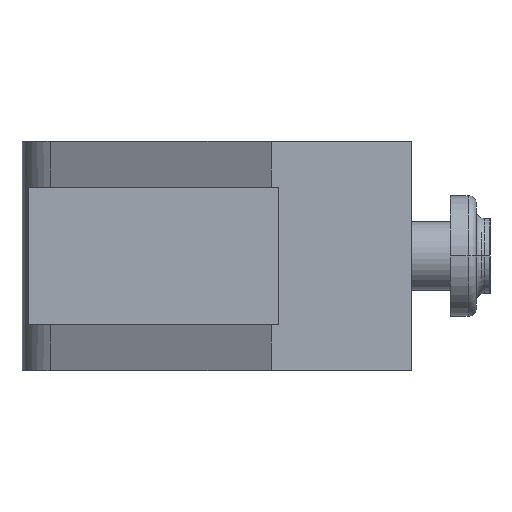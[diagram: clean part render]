
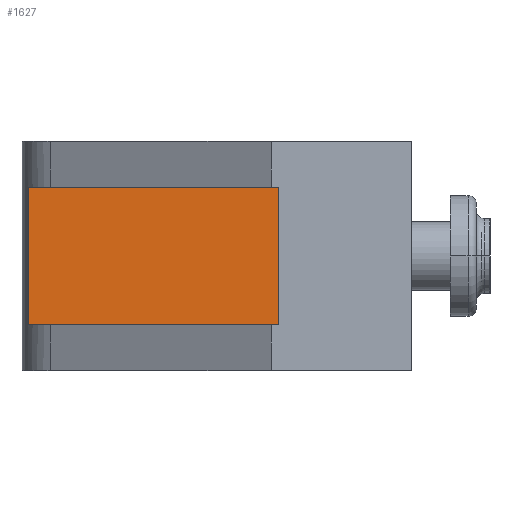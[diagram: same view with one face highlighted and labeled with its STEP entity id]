
A CAD part, left-side view. The second image highlights one B-rep face of the part: STEP entity #1627.
In plain terms, the highlighted planar face has unit normal (-1, 0, 0).
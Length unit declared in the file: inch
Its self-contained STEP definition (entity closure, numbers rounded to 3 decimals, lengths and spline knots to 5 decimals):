
#90 = VERTEX_POINT ( 'NONE', #155 ) ;
#155 = CARTESIAN_POINT ( 'NONE',  ( 0.525, 0.485, 0.25 ) ) ;
#359 = VERTEX_POINT ( 'NONE', #361 ) ;
#361 = CARTESIAN_POINT ( 'NONE',  ( 0.525, 1.39696, -0.25 ) ) ;
#497 = ORIENTED_EDGE ( 'NONE', *, *, #2189, .F. ) ;
#588 = CARTESIAN_POINT ( 'NONE',  ( 0.525, 1.39696, 0.25 ) ) ;
#680 = VERTEX_POINT ( 'NONE', #588 ) ;
#743 = LINE ( 'NONE', #744, #745 ) ;
#744 = CARTESIAN_POINT ( 'NONE',  ( 0.525, 0.485, -0.25 ) ) ;
#745 = VECTOR ( 'NONE', #746, 39.37008 ) ;
#746 = DIRECTION ( 'NONE',  ( 0., 0., -1. ) ) ;
#1627 = ADVANCED_FACE ( 'NONE', ( #2713 ), #2714, .F. ) ;
#1657 = ORIENTED_EDGE ( 'NONE', *, *, #1848, .F. ) ;
#1685 = EDGE_CURVE ( 'NONE', #90, #680, #3069, .T. ) ;
#1848 = EDGE_CURVE ( 'NONE', #359, #680, #2703, .T. ) ;
#2021 = ORIENTED_EDGE ( 'NONE', *, *, #1685, .T. ) ;
#2026 = EDGE_CURVE ( 'NONE', #90, #2188, #743, .T. ) ;
#2173 = EDGE_LOOP ( 'NONE', ( #497, #2183, #2021, #1657 ) ) ;
#2183 = ORIENTED_EDGE ( 'NONE', *, *, #2026, .F. ) ;
#2188 = VERTEX_POINT ( 'NONE', #2281 ) ;
#2189 = EDGE_CURVE ( 'NONE', #2188, #359, #2288, .T. ) ;
#2281 = CARTESIAN_POINT ( 'NONE',  ( 0.525, 0.485, -0.25 ) ) ;
#2288 = LINE ( 'NONE', #2289, #2290 ) ;
#2289 = CARTESIAN_POINT ( 'NONE',  ( 0.525, 0.485, -0.25 ) ) ;
#2290 = VECTOR ( 'NONE', #2291, 39.37008 ) ;
#2291 = DIRECTION ( 'NONE',  ( 0., 1., 0. ) ) ;
#2703 = LINE ( 'NONE', #2704, #2705 ) ;
#2704 = CARTESIAN_POINT ( 'NONE',  ( 0.525, 1.39696, 0.4175 ) ) ;
#2705 = VECTOR ( 'NONE', #2706, 39.37008 ) ;
#2706 = DIRECTION ( 'NONE',  ( 0., 0., 1. ) ) ;
#2713 = FACE_OUTER_BOUND ( 'NONE', #2173, .T. ) ;
#2714 = PLANE ( 'NONE',  #2715 ) ;
#2715 = AXIS2_PLACEMENT_3D ( 'NONE', #2716, #2718, #2719 ) ;
#2716 = CARTESIAN_POINT ( 'NONE',  ( 0.525, 0.485, -0.25 ) ) ;
#2718 = DIRECTION ( 'NONE',  ( 1., 0., 0. ) ) ;
#2719 = DIRECTION ( 'NONE',  ( 0., 0., -1. ) ) ;
#3069 = LINE ( 'NONE', #3070, #3071 ) ;
#3070 = CARTESIAN_POINT ( 'NONE',  ( 0.525, 0.485, 0.25 ) ) ;
#3071 = VECTOR ( 'NONE', #3072, 39.37008 ) ;
#3072 = DIRECTION ( 'NONE',  ( 0., 1., 0. ) ) ;
